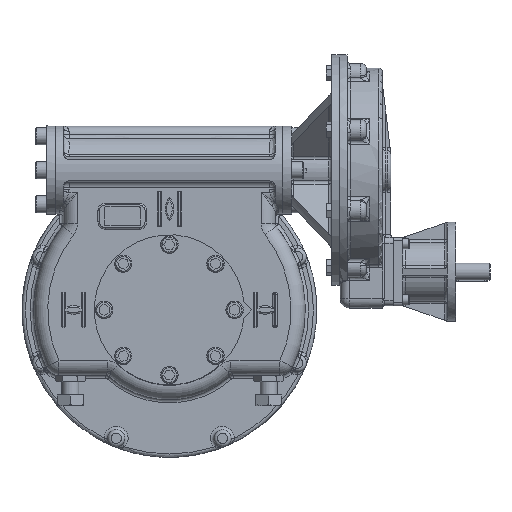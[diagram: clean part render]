
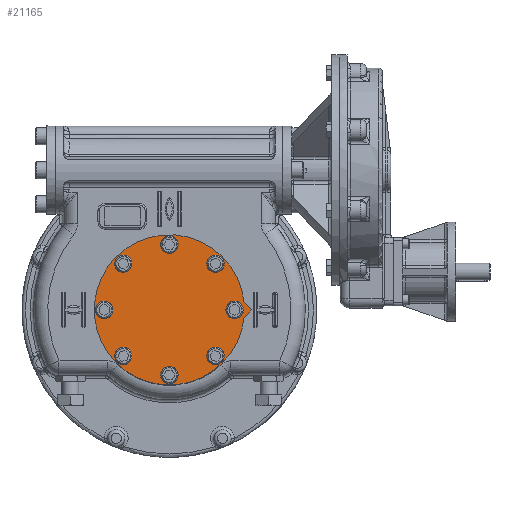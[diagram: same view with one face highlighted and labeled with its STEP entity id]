
A CAD part, top view. The second image highlights one B-rep face of the part: STEP entity #21165.
In plain terms, the highlighted planar face has unit normal (0, 0, 1).
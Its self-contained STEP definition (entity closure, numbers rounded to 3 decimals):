
#1543=PLANE('',#23283);
#2603=LINE('',#51546,#3722);
#2606=LINE('',#51551,#3725);
#3722=VECTOR('',#28175,1000.);
#3725=VECTOR('',#28180,1000.);
#8287=ORIENTED_EDGE('',*,*,#11998,.F.);
#8288=ORIENTED_EDGE('',*,*,#11999,.F.);
#8289=ORIENTED_EDGE('',*,*,#12000,.F.);
#8290=ORIENTED_EDGE('',*,*,#12001,.F.);
#8291=ORIENTED_EDGE('',*,*,#12002,.F.);
#8292=ORIENTED_EDGE('',*,*,#12003,.F.);
#8293=ORIENTED_EDGE('',*,*,#12004,.F.);
#8294=ORIENTED_EDGE('',*,*,#12005,.F.);
#8295=ORIENTED_EDGE('',*,*,#11983,.F.);
#8296=ORIENTED_EDGE('',*,*,#11989,.F.);
#8297=ORIENTED_EDGE('',*,*,#11986,.F.);
#11983=EDGE_CURVE('',#14299,#14300,#15516,.T.);
#11986=EDGE_CURVE('',#14300,#14302,#2603,.T.);
#11989=EDGE_CURVE('',#14302,#14299,#2606,.T.);
#11998=EDGE_CURVE('',#14311,#14311,#15525,.T.);
#11999=EDGE_CURVE('',#14312,#14312,#15526,.T.);
#12000=EDGE_CURVE('',#14313,#14313,#15527,.T.);
#12001=EDGE_CURVE('',#14314,#14314,#15528,.T.);
#12002=EDGE_CURVE('',#14315,#14315,#15529,.T.);
#12003=EDGE_CURVE('',#14316,#14316,#15530,.T.);
#12004=EDGE_CURVE('',#14317,#14317,#15531,.T.);
#12005=EDGE_CURVE('',#14318,#14318,#15532,.T.);
#14299=VERTEX_POINT('',#51539);
#14300=VERTEX_POINT('',#51541);
#14302=VERTEX_POINT('',#51547);
#14311=VERTEX_POINT('',#51571);
#14312=VERTEX_POINT('',#51573);
#14313=VERTEX_POINT('',#51575);
#14314=VERTEX_POINT('',#51577);
#14315=VERTEX_POINT('',#51579);
#14316=VERTEX_POINT('',#51581);
#14317=VERTEX_POINT('',#51583);
#14318=VERTEX_POINT('',#51585);
#15516=CIRCLE('',#23271,132.5);
#15525=CIRCLE('',#23284,10.5);
#15526=CIRCLE('',#23285,10.5);
#15527=CIRCLE('',#23286,10.5);
#15528=CIRCLE('',#23287,10.5);
#15529=CIRCLE('',#23288,10.5);
#15530=CIRCLE('',#23289,10.5);
#15531=CIRCLE('',#23290,10.5);
#15532=CIRCLE('',#23291,10.5);
#17079=EDGE_LOOP('',(#8287));
#17080=EDGE_LOOP('',(#8288));
#17081=EDGE_LOOP('',(#8289));
#17082=EDGE_LOOP('',(#8290));
#17083=EDGE_LOOP('',(#8291));
#17084=EDGE_LOOP('',(#8292));
#17085=EDGE_LOOP('',(#8293));
#17086=EDGE_LOOP('',(#8294));
#17087=EDGE_LOOP('',(#8295,#8296,#8297));
#18580=FACE_BOUND('',#17079,.T.);
#18581=FACE_BOUND('',#17080,.T.);
#18582=FACE_BOUND('',#17081,.T.);
#18583=FACE_BOUND('',#17082,.T.);
#18584=FACE_BOUND('',#17083,.T.);
#18585=FACE_BOUND('',#17084,.T.);
#18586=FACE_BOUND('',#17085,.T.);
#18587=FACE_BOUND('',#17086,.T.);
#18588=FACE_BOUND('',#17087,.T.);
#21165=ADVANCED_FACE('',(#18580,#18581,#18582,#18583,#18584,#18585,#18586,
#18587,#18588),#1543,.F.);
#23271=AXIS2_PLACEMENT_3D('',#51540,#28169,#28170);
#23283=AXIS2_PLACEMENT_3D('',#51569,#28199,#28200);
#23284=AXIS2_PLACEMENT_3D('',#51570,#28201,#28202);
#23285=AXIS2_PLACEMENT_3D('',#51572,#28203,#28204);
#23286=AXIS2_PLACEMENT_3D('',#51574,#28205,#28206);
#23287=AXIS2_PLACEMENT_3D('',#51576,#28207,#28208);
#23288=AXIS2_PLACEMENT_3D('',#51578,#28209,#28210);
#23289=AXIS2_PLACEMENT_3D('',#51580,#28211,#28212);
#23290=AXIS2_PLACEMENT_3D('',#51582,#28213,#28214);
#23291=AXIS2_PLACEMENT_3D('',#51584,#28215,#28216);
#28169=DIRECTION('',(0.,0.,-1.));
#28170=DIRECTION('',(1.,0.,0.));
#28175=DIRECTION('',(0.707,-0.707,0.));
#28180=DIRECTION('',(-0.707,-0.707,0.));
#28199=DIRECTION('',(0.,0.,-1.));
#28200=DIRECTION('',(-1.,0.,0.));
#28201=DIRECTION('',(0.,0.,1.));
#28202=DIRECTION('',(1.,0.,0.));
#28203=DIRECTION('',(0.,0.,1.));
#28204=DIRECTION('',(0.707,-0.707,0.));
#28205=DIRECTION('',(0.,0.,1.));
#28206=DIRECTION('',(0.,-1.,0.));
#28207=DIRECTION('',(0.,0.,1.));
#28208=DIRECTION('',(-0.707,-0.707,0.));
#28209=DIRECTION('',(0.,0.,1.));
#28210=DIRECTION('',(-1.,0.,0.));
#28211=DIRECTION('',(0.,0.,1.));
#28212=DIRECTION('',(-0.707,0.707,0.));
#28213=DIRECTION('',(0.,0.,1.));
#28214=DIRECTION('',(0.,1.,0.));
#28215=DIRECTION('',(0.,0.,1.));
#28216=DIRECTION('',(0.707,0.707,0.));
#51539=CARTESIAN_POINT('',(131.845,-13.155,70.25));
#51540=CARTESIAN_POINT('',(0.,0.,
70.25));
#51541=CARTESIAN_POINT('',(131.845,13.155,70.25));
#51546=CARTESIAN_POINT('',(131.845,13.155,70.25));
#51547=CARTESIAN_POINT('',(145.,0.,70.25));
#51551=CARTESIAN_POINT('',(145.,0.,70.25));
#51569=CARTESIAN_POINT('',(0.,0.,
70.25));
#51570=CARTESIAN_POINT('',(0.,115.,70.25));
#51571=CARTESIAN_POINT('',(10.5,115.,70.25));
#51572=CARTESIAN_POINT('',(81.317,81.317,70.25));
#51573=CARTESIAN_POINT('',(88.742,73.893,70.25));
#51574=CARTESIAN_POINT('',(115.,0.,70.25));
#51575=CARTESIAN_POINT('',(115.,-10.5,70.25));
#51576=CARTESIAN_POINT('',(81.317,-81.317,70.25));
#51577=CARTESIAN_POINT('',(73.893,-88.742,70.25));
#51578=CARTESIAN_POINT('',(0.,-115.,70.25));
#51579=CARTESIAN_POINT('',(-10.5,-115.,70.25));
#51580=CARTESIAN_POINT('',(-81.317,-81.317,70.25));
#51581=CARTESIAN_POINT('',(-88.742,-73.893,70.25));
#51582=CARTESIAN_POINT('',(-115.,0.,70.25));
#51583=CARTESIAN_POINT('',(-115.,10.5,70.25));
#51584=CARTESIAN_POINT('',(-81.317,81.317,70.25));
#51585=CARTESIAN_POINT('',(-73.893,88.742,70.25));
